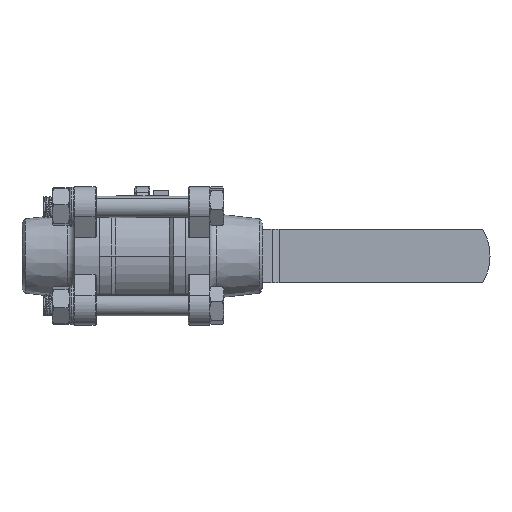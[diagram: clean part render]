
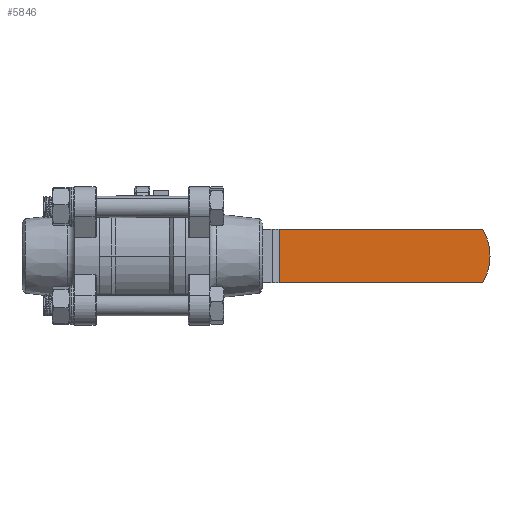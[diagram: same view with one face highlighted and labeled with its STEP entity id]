
A CAD part, front view. The second image highlights one B-rep face of the part: STEP entity #5846.
In plain terms, the highlighted planar face has unit normal (0, -1, 0).
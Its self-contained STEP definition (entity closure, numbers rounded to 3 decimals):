
#2494 = ORIENTED_EDGE ( 'NONE', *, *, #33561, .T. ) ;
#3829 = ORIENTED_EDGE ( 'NONE', *, *, #60549, .F. ) ;
#5846 = ADVANCED_FACE ( 'NONE', ( #15498 ), #20922, .F. ) ;
#8024 = DIRECTION ( 'NONE',  ( 0., 0., -1. ) ) ;
#11288 = DIRECTION ( 'NONE',  ( 0., 0., 1. ) ) ;
#12139 = EDGE_LOOP ( 'NONE', ( #2494, #46353, #3829, #44598 ) ) ;
#13542 = CARTESIAN_POINT ( 'NONE',  ( 0., 27., -110. ) ) ;
#13923 = VERTEX_POINT ( 'NONE', #32206 ) ;
#15498 = FACE_OUTER_BOUND ( 'NONE', #12139, .T. ) ;
#18480 = DIRECTION ( 'NONE',  ( 0., 0., 1. ) ) ;
#20922 = PLANE ( 'NONE',  #58470 ) ;
#21024 = DIRECTION ( 'NONE',  ( -1., 0., 0. ) ) ;
#25357 = VECTOR ( 'NONE', #8024, 1000. ) ;
#26152 = VECTOR ( 'NONE', #21024, 1000. ) ;
#27949 = LINE ( 'NONE', #58822, #52532 ) ;
#29394 = DIRECTION ( 'NONE',  ( 0., 0., -1. ) ) ;
#32206 = CARTESIAN_POINT ( 'NONE',  ( 9.95, 27., -127.349 ) ) ;
#33090 = EDGE_CURVE ( 'NONE', #63131, #57316, #39210, .T. ) ;
#33125 = CIRCLE ( 'NONE', #50895, 20. ) ;
#33561 = EDGE_CURVE ( 'NONE', #57316, #46558, #63010, .T. ) ;
#39210 = LINE ( 'NONE', #55379, #26152 ) ;
#40670 = DIRECTION ( 'NONE',  ( 0., 1., 0. ) ) ;
#42336 = CARTESIAN_POINT ( 'NONE',  ( -9.95, 27., -49.657 ) ) ;
#44598 = ORIENTED_EDGE ( 'NONE', *, *, #33090, .T. ) ;
#46353 = ORIENTED_EDGE ( 'NONE', *, *, #63265, .T. ) ;
#46558 = VERTEX_POINT ( 'NONE', #57748 ) ;
#47933 = DIRECTION ( 'NONE',  ( 0., -1., 0. ) ) ;
#49169 = CARTESIAN_POINT ( 'NONE',  ( 9.95, 27., -51.314 ) ) ;
#50895 = AXIS2_PLACEMENT_3D ( 'NONE', #13542, #47933, #18480 ) ;
#52532 = VECTOR ( 'NONE', #29394, 1000. ) ;
#55379 = CARTESIAN_POINT ( 'NONE',  ( -9.95, 27., -51.314 ) ) ;
#57316 = VERTEX_POINT ( 'NONE', #61587 ) ;
#57748 = CARTESIAN_POINT ( 'NONE',  ( -9.95, 27., -127.349 ) ) ;
#58470 = AXIS2_PLACEMENT_3D ( 'NONE', #60232, #40670, #11288 ) ;
#58822 = CARTESIAN_POINT ( 'NONE',  ( 9.95, 27., -49.657 ) ) ;
#60232 = CARTESIAN_POINT ( 'NONE',  ( 9.95, 27., -49.657 ) ) ;
#60549 = EDGE_CURVE ( 'NONE', #63131, #13923, #27949, .T. ) ;
#61587 = CARTESIAN_POINT ( 'NONE',  ( -9.95, 27., -51.314 ) ) ;
#63010 = LINE ( 'NONE', #42336, #25357 ) ;
#63131 = VERTEX_POINT ( 'NONE', #49169 ) ;
#63265 = EDGE_CURVE ( 'NONE', #46558, #13923, #33125, .T. ) ;
